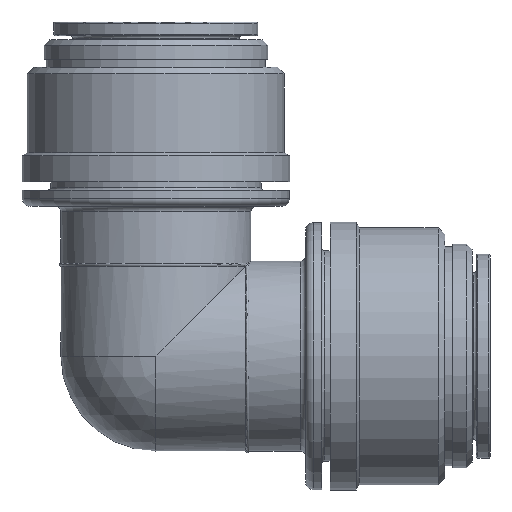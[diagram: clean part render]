
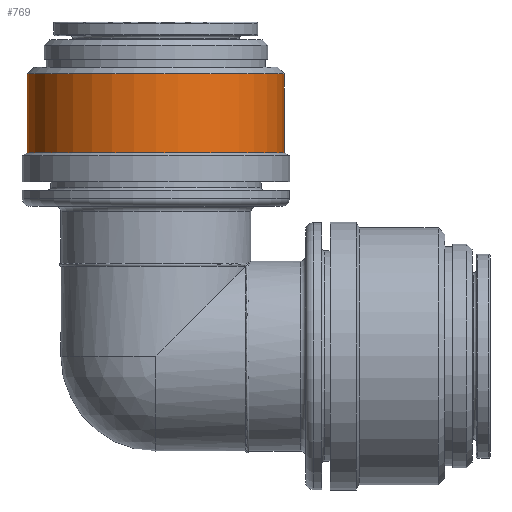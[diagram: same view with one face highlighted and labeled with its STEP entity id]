
A CAD part, left-side view. The second image highlights one B-rep face of the part: STEP entity #769.
In plain terms, the highlighted cylindrical face has radius 23.625 mm (diameter 47.25 mm), a full revolution.
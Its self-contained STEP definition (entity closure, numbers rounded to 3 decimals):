
#87=CYLINDRICAL_SURFACE('',#878,23.625);
#152=ORIENTED_EDGE('',*,*,#300,.F.);
#153=ORIENTED_EDGE('',*,*,#299,.T.);
#299=EDGE_CURVE('',#378,#378,#443,.T.);
#300=EDGE_CURVE('',#379,#379,#444,.T.);
#378=VERTEX_POINT('',#1378);
#379=VERTEX_POINT('',#1381);
#443=CIRCLE('',#877,23.625);
#444=CIRCLE('',#879,23.625);
#523=EDGE_LOOP('',(#152));
#524=EDGE_LOOP('',(#153));
#653=FACE_BOUND('',#523,.T.);
#654=FACE_BOUND('',#524,.T.);
#769=ADVANCED_FACE('',(#653,#654),#87,.T.);
#877=AXIS2_PLACEMENT_3D('',#1377,#1063,#1064);
#878=AXIS2_PLACEMENT_3D('',#1379,#1065,#1066);
#879=AXIS2_PLACEMENT_3D('',#1380,#1067,#1068);
#1063=DIRECTION('',(0.,0.,-1.));
#1064=DIRECTION('',(-1.,0.,0.));
#1065=DIRECTION('',(0.,0.,-1.));
#1066=DIRECTION('',(-1.,0.,0.));
#1067=DIRECTION('',(0.,0.,-1.));
#1068=DIRECTION('',(-1.,0.,0.));
#1377=CARTESIAN_POINT('',(0.,0.,51.875));
#1378=CARTESIAN_POINT('',(-23.625,0.,51.875));
#1379=CARTESIAN_POINT('',(0.,0.,-17.45));
#1380=CARTESIAN_POINT('',(0.,0.,37.363));
#1381=CARTESIAN_POINT('',(-23.625,0.,37.363));
